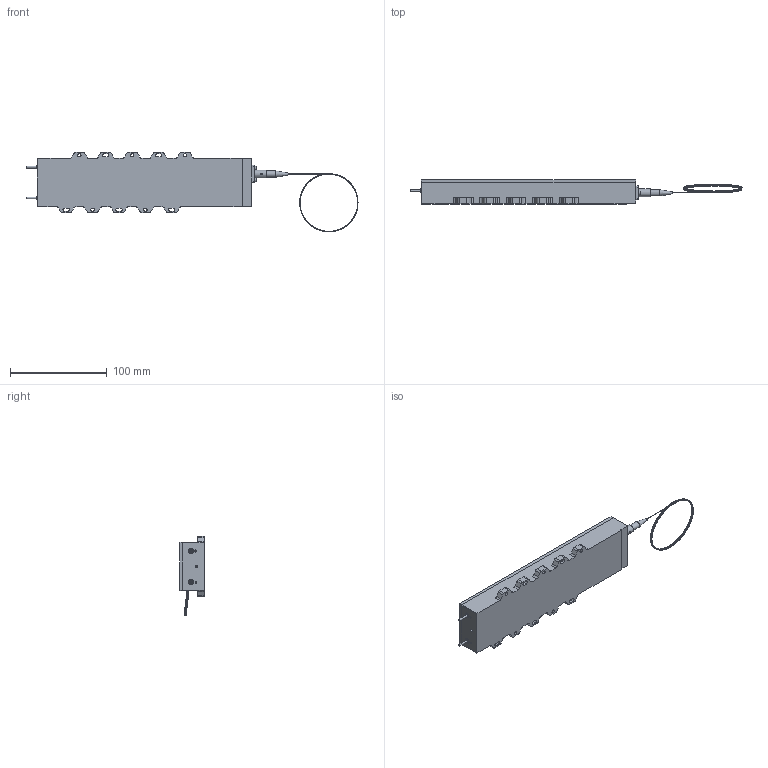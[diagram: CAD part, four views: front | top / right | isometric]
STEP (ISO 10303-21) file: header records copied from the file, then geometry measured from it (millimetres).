
FILE_DESCRIPTION (( 'STEP AP203' ), '1' );
FILE_NAME ('TD38奪褲.STEP', '2022-05-27T05:18:17', ( '' ), ( '' ), 'SwSTEP 2.0', 'SolidWorks 2020', '' );
FILE_SCHEMA (( 'CONFIG_CONTROL_DESIGN' ));
Length unit declared in the file: millimetre
Products named in the file (1): TD38奪褲
Bounding box: 343.43 x 24.9 x 82.27 mm (x, y, z)
Surface area: 43616.2 mm2 (no closed solid volume)
Topology: 0 solids, 17 shells, 210 faces, 655 edges, 463 vertices
Faces by surface type: plane 118, cylinder 84, torus 5, cone 2, bspline 1
Full cylindrical faces by diameter (mm): 0.25 x1, 1.2 x1, 1.5 x1, 2 x2, 2.5 x1, 3.5 x5, 3.75 x2, 3.8 x2, 4.3 x3, 5.5 x2, 6.5 x1, 8 x1
Entity records: 8004 total; most frequent: CARTESIAN_POINT 2067, DIRECTION 1228, ORIENTED_EDGE 1089, EDGE_CURVE 621, VERTEX_POINT 459, LINE 422, VECTOR 422, AXIS2_PLACEMENT_3D 403
